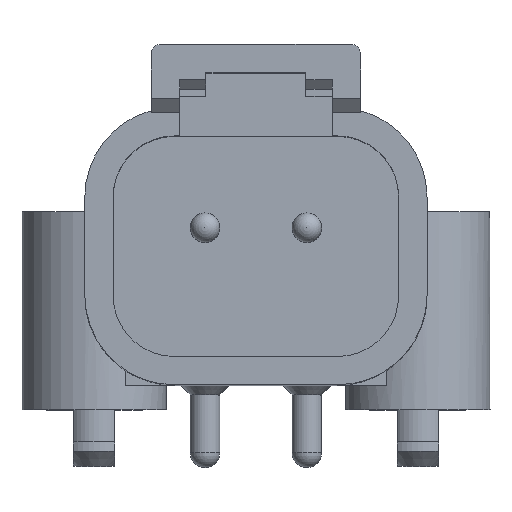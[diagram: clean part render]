
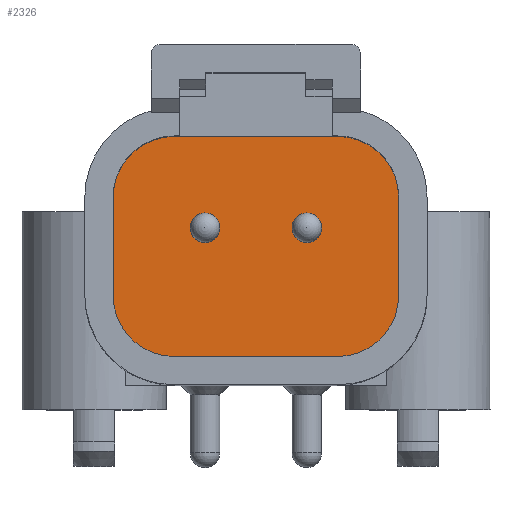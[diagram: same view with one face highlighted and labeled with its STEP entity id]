
A CAD part, top view. The second image highlights one B-rep face of the part: STEP entity #2326.
In plain terms, the highlighted planar face has unit normal (0, 0, 1).
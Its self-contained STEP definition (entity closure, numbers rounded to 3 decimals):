
#186=LINE('',#3371,#356);
#187=LINE('',#3376,#357);
#188=LINE('',#3380,#358);
#189=LINE('',#3384,#359);
#356=VECTOR('',#2804,1000.);
#357=VECTOR('',#2807,1000.);
#358=VECTOR('',#2810,1000.);
#359=VECTOR('',#2813,1000.);
#616=ORIENTED_EDGE('',*,*,#1048,.T.);
#617=ORIENTED_EDGE('',*,*,#1049,.T.);
#618=ORIENTED_EDGE('',*,*,#1050,.T.);
#619=ORIENTED_EDGE('',*,*,#1051,.T.);
#620=ORIENTED_EDGE('',*,*,#1052,.T.);
#621=ORIENTED_EDGE('',*,*,#1053,.T.);
#622=ORIENTED_EDGE('',*,*,#1054,.T.);
#623=ORIENTED_EDGE('',*,*,#1055,.T.);
#624=ORIENTED_EDGE('',*,*,#1056,.T.);
#625=ORIENTED_EDGE('',*,*,#1057,.T.);
#1048=EDGE_CURVE('',#1254,#1254,#1330,.F.);
#1049=EDGE_CURVE('',#1255,#1255,#1331,.F.);
#1050=EDGE_CURVE('',#1256,#1257,#186,.T.);
#1051=EDGE_CURVE('',#1257,#1258,#1332,.T.);
#1052=EDGE_CURVE('',#1258,#1259,#187,.T.);
#1053=EDGE_CURVE('',#1259,#1260,#1333,.T.);
#1054=EDGE_CURVE('',#1260,#1261,#188,.T.);
#1055=EDGE_CURVE('',#1261,#1262,#1334,.T.);
#1056=EDGE_CURVE('',#1262,#1263,#189,.T.);
#1057=EDGE_CURVE('',#1263,#1256,#1335,.T.);
#1254=VERTEX_POINT('',#3368);
#1255=VERTEX_POINT('',#3370);
#1256=VERTEX_POINT('',#3372);
#1257=VERTEX_POINT('',#3373);
#1258=VERTEX_POINT('',#3375);
#1259=VERTEX_POINT('',#3377);
#1260=VERTEX_POINT('',#3379);
#1261=VERTEX_POINT('',#3381);
#1262=VERTEX_POINT('',#3383);
#1263=VERTEX_POINT('',#3385);
#1330=CIRCLE('',#2458,0.785);
#1331=CIRCLE('',#2459,0.785);
#1332=CIRCLE('',#2460,3.25);
#1333=CIRCLE('',#2461,3.25);
#1334=CIRCLE('',#2462,3.25);
#1335=CIRCLE('',#2463,3.25);
#1395=EDGE_LOOP('',(#616));
#1396=EDGE_LOOP('',(#617));
#1397=EDGE_LOOP('',(#618,#619,#620,#621,#622,#623,#624,#625));
#1503=FACE_BOUND('',#1395,.T.);
#1504=FACE_BOUND('',#1396,.T.);
#1505=FACE_BOUND('',#1397,.T.);
#1599=PLANE('',#2457);
#2326=ADVANCED_FACE('',(#1503,#1504,#1505),#1599,.T.);
#2457=AXIS2_PLACEMENT_3D('',#3366,#2798,#2799);
#2458=AXIS2_PLACEMENT_3D('',#3367,#2800,#2801);
#2459=AXIS2_PLACEMENT_3D('',#3369,#2802,#2803);
#2460=AXIS2_PLACEMENT_3D('',#3374,#2805,#2806);
#2461=AXIS2_PLACEMENT_3D('',#3378,#2808,#2809);
#2462=AXIS2_PLACEMENT_3D('',#3382,#2811,#2812);
#2463=AXIS2_PLACEMENT_3D('',#3386,#2814,#2815);
#2798=DIRECTION('',(0.,0.,1.));
#2799=DIRECTION('',(1.,0.,0.));
#2800=DIRECTION('',(0.,0.,1.));
#2801=DIRECTION('',(1.,0.,0.));
#2802=DIRECTION('',(0.,0.,1.));
#2803=DIRECTION('',(1.,0.,0.));
#2804=DIRECTION('',(0.,-1.,0.));
#2805=DIRECTION('',(0.,0.,1.));
#2806=DIRECTION('',(1.,0.,0.));
#2807=DIRECTION('',(1.,0.,0.));
#2808=DIRECTION('',(0.,0.,1.));
#2809=DIRECTION('',(1.,0.,0.));
#2810=DIRECTION('',(0.,1.,0.));
#2811=DIRECTION('',(0.,0.,1.));
#2812=DIRECTION('',(1.,0.,0.));
#2813=DIRECTION('',(-1.,0.,0.));
#2814=DIRECTION('',(0.,0.,1.));
#2815=DIRECTION('',(1.,0.,0.));
#3366=CARTESIAN_POINT('',(-4.325,-2.6,-15.9));
#3367=CARTESIAN_POINT('',(2.7,1.,-15.9));
#3368=CARTESIAN_POINT('',(3.485,1.,-15.9));
#3369=CARTESIAN_POINT('',(-2.7,1.,-15.9));
#3370=CARTESIAN_POINT('',(-1.915,1.,-15.9));
#3371=CARTESIAN_POINT('',(-7.575,2.6,-15.9));
#3372=CARTESIAN_POINT('',(-7.575,2.6,-15.9));
#3373=CARTESIAN_POINT('',(-7.575,-2.6,-15.9));
#3374=CARTESIAN_POINT('',(-4.325,-2.6,-15.9));
#3375=CARTESIAN_POINT('',(-4.325,-5.85,-15.9));
#3376=CARTESIAN_POINT('',(-4.325,-5.85,-15.9));
#3377=CARTESIAN_POINT('',(4.325,-5.85,-15.9));
#3378=CARTESIAN_POINT('',(4.325,-2.6,-15.9));
#3379=CARTESIAN_POINT('',(7.575,-2.6,-15.9));
#3380=CARTESIAN_POINT('',(7.575,-2.6,-15.9));
#3381=CARTESIAN_POINT('',(7.575,2.6,-15.9));
#3382=CARTESIAN_POINT('',(4.325,2.6,-15.9));
#3383=CARTESIAN_POINT('',(4.325,5.85,-15.9));
#3384=CARTESIAN_POINT('',(4.325,5.85,-15.9));
#3385=CARTESIAN_POINT('',(-4.325,5.85,-15.9));
#3386=CARTESIAN_POINT('',(-4.325,2.6,-15.9));
